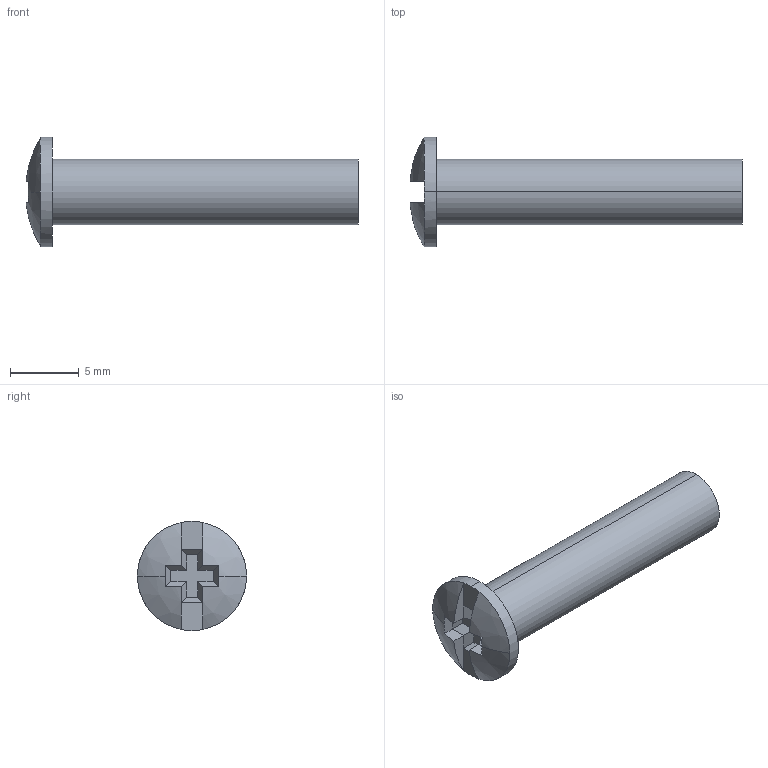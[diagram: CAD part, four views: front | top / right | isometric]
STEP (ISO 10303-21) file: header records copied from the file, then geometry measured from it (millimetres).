
FILE_DESCRIPTION (( 'STEP AP203' ), '1' );
FILE_NAME ('98002A408_Steel Binding Barrels.STEP', '2021-07-09T04:09:11', ( 'Administrator' ), ( 'Managed by Terraform' ), 'SwSTEP 2.0', 'SolidWorks 2017', '' );
FILE_SCHEMA (( 'CONFIG_CONTROL_DESIGN' ));
Length unit declared in the file: inch
Products named in the file (1): 98002A408_Steel Binding Barrels
Bounding box: 24.13 x 7.94 x 7.94 mm (x, y, z)
Volume: 251.3 mm3; surface area: 752.3 mm2
Topology: 1 solids, 1 shells, 57 faces, 141 edges, 88 vertices
Faces by surface type: plane 29, cylinder 19, sphere 4, bspline 3, cone 2
Entity records: 2947 total; most frequent: CARTESIAN_POINT 1605, ORIENTED_EDGE 282, DIRECTION 249, EDGE_CURVE 141, AXIS2_PLACEMENT_3D 90, VERTEX_POINT 88, LINE 69, VECTOR 69
